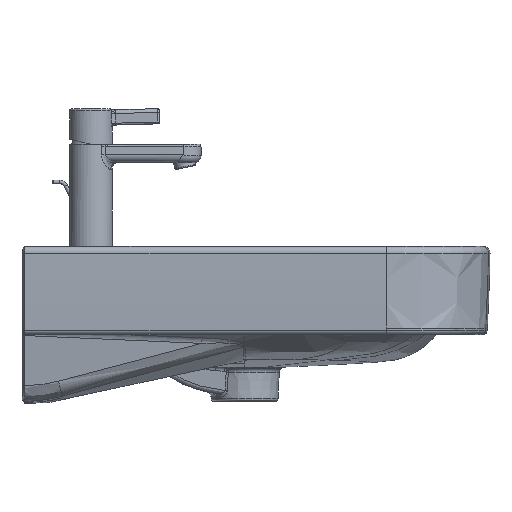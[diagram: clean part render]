
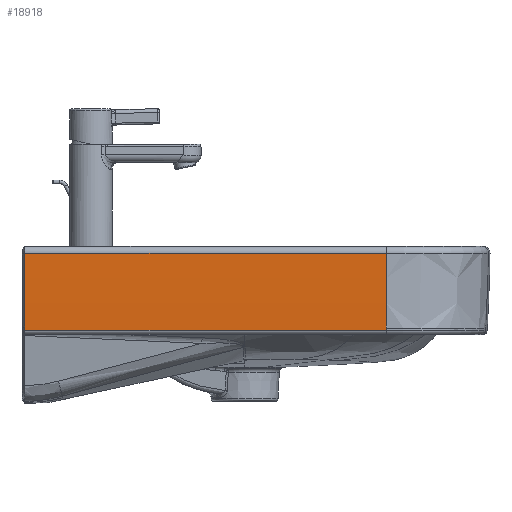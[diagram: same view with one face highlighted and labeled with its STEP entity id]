
A CAD part, front view. The second image highlights one B-rep face of the part: STEP entity #18918.
In plain terms, the highlighted cylindrical face has radius 2000 mm (diameter 4000 mm), a partial arc.
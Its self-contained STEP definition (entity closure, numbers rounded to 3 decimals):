
#18116=CARTESIAN_POINT('',(-237.,-321.87,-90.286));
#18117=VERTEX_POINT('',#18116);
#18124=CARTESIAN_POINT('',(-237.,-322.,-88.));
#18125=VERTEX_POINT('',#18124);
#18126=CARTESIAN_POINT('',(-237.,1674.854,24.126));
#18127=DIRECTION('',(-1.0,0.,0.));
#18128=DIRECTION('',(0.,1.0,0.));
#18129=AXIS2_PLACEMENT_3D('',#18126,#18127,#18128);
#18130=CIRCLE('',#18129,2000.0);
#18131=EDGE_CURVE('',#18117,#18125,#18130,.T.);
#18175=CARTESIAN_POINT('',(-237.,-324.902,-7.109));
#18176=VERTEX_POINT('',#18175);
#18177=CARTESIAN_POINT('',(-237.,1674.854,24.126));
#18178=DIRECTION('',(-1.0,0.,0.));
#18179=DIRECTION('',(0.,1.0,0.));
#18180=AXIS2_PLACEMENT_3D('',#18177,#18178,#18179);
#18181=CIRCLE('',#18180,2000.0);
#18182=EDGE_CURVE('',#18125,#18176,#18181,.T.);
#18877=CARTESIAN_POINT('',(-43.515,1674.854,24.126));
#18878=DIRECTION('',(1.0,0.0,0.0));
#18879=DIRECTION('',(0.0,-0.998,-0.056));
#18880=AXIS2_PLACEMENT_3D('',#18877,#18878,#18879);
#18881=CYLINDRICAL_SURFACE('',#18880,2000.0);
#18882=CARTESIAN_POINT('',(152.971,-321.87,-90.286));
#18883=VERTEX_POINT('',#18882);
#18884=CARTESIAN_POINT('',(-237.,-321.87,-90.286));
#18885=DIRECTION('',(1.0,0.0,0.0));
#18886=VECTOR('',#18885,389.971);
#18887=LINE('',#18884,#18886);
#18888=EDGE_CURVE('',#18117,#18883,#18887,.T.);
#18889=ORIENTED_EDGE('',*,*,#18888,.T.);
#18890=CARTESIAN_POINT('',(152.971,-322.,-88.));
#18891=VERTEX_POINT('',#18890);
#18892=CARTESIAN_POINT('',(152.971,1674.854,24.126));
#18893=DIRECTION('',(1.0,0.0,0.0));
#18894=DIRECTION('',(0.0,1.0,0.0));
#18895=AXIS2_PLACEMENT_3D('',#18892,#18893,#18894);
#18896=CIRCLE('',#18895,2000.0);
#18897=EDGE_CURVE('',#18891,#18883,#18896,.T.);
#18898=ORIENTED_EDGE('',*,*,#18897,.F.);
#18899=CARTESIAN_POINT('',(152.971,-324.902,-7.109));
#18900=VERTEX_POINT('',#18899);
#18901=CARTESIAN_POINT('',(152.971,1674.854,24.126));
#18902=DIRECTION('',(-1.0,0.0,0.0));
#18903=DIRECTION('',(0.0,1.0,0.0));
#18904=AXIS2_PLACEMENT_3D('',#18901,#18902,#18903);
#18905=CIRCLE('',#18904,2000.0);
#18906=EDGE_CURVE('',#18891,#18900,#18905,.T.);
#18907=ORIENTED_EDGE('',*,*,#18906,.T.);
#18908=CARTESIAN_POINT('',(152.971,-324.902,-7.109));
#18909=DIRECTION('',(-1.0,0.0,0.0));
#18910=VECTOR('',#18909,389.971);
#18911=LINE('',#18908,#18910);
#18912=EDGE_CURVE('',#18176,#18900,#18911,.F.);
#18913=ORIENTED_EDGE('',*,*,#18912,.F.);
#18914=ORIENTED_EDGE('',*,*,#18182,.F.);
#18915=ORIENTED_EDGE('',*,*,#18131,.F.);
#18916=EDGE_LOOP('',(#18889,#18898,#18907,#18913,#18914,#18915));
#18917=FACE_OUTER_BOUND('',#18916,.T.);
#18918=ADVANCED_FACE('',(#18917),#18881,.T.);
